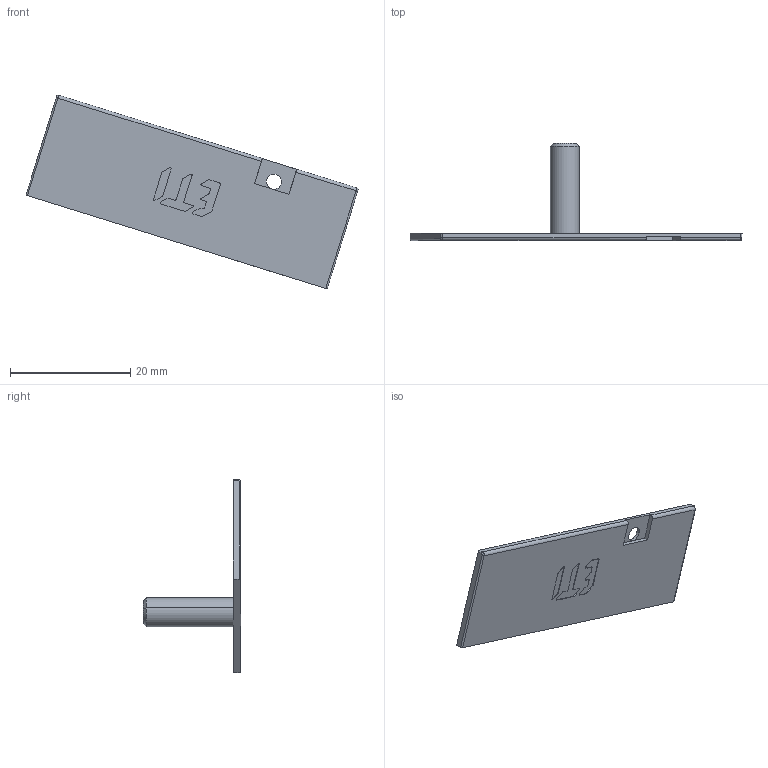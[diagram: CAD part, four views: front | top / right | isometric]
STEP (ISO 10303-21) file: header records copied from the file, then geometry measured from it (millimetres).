
FILE_DESCRIPTION((''),'2;1');
FILE_NAME('SC20_002464071_ASM','2021-07-28T',('marketing.praksa'),('Audax d.o.o.'),'CREO PARAMETRIC BY PTC INC, 2017480','CREO PARAMETRIC BY PTC INC, 2017480','');
FILE_SCHEMA(('AUTOMOTIVE_DESIGN { 1 0 10303 214 1 1 1 1 }'));
Length unit declared in the file: millimetre
Products named in the file (3): SC40_63_002464073; PRT1745; SC20_002464071_ASM
Assembly tree (2 placements, depth 2):
  SC20_002464071_ASM
    SC40_63_002464073
    PRT1745
Bounding box: 55.27 x 16.2 x 32.24 mm (x, y, z)
Volume: 1298.1 mm3; surface area: 2390.2 mm2
Topology: 4 solids, 4 shells, 133 faces, 362 edges, 240 vertices
Faces by surface type: plane 69, cylinder 60, bspline 2, cone 2
Entity records: 6592 total; most frequent: CARTESIAN_POINT 777, DIRECTION 764, ORIENTED_EDGE 724, PRESENTATION_STYLE_ASSIGNMENT 499, STYLED_ITEM 499, CURVE_STYLE 362, EDGE_CURVE 362, AXIS2_PLACEMENT_3D 266
